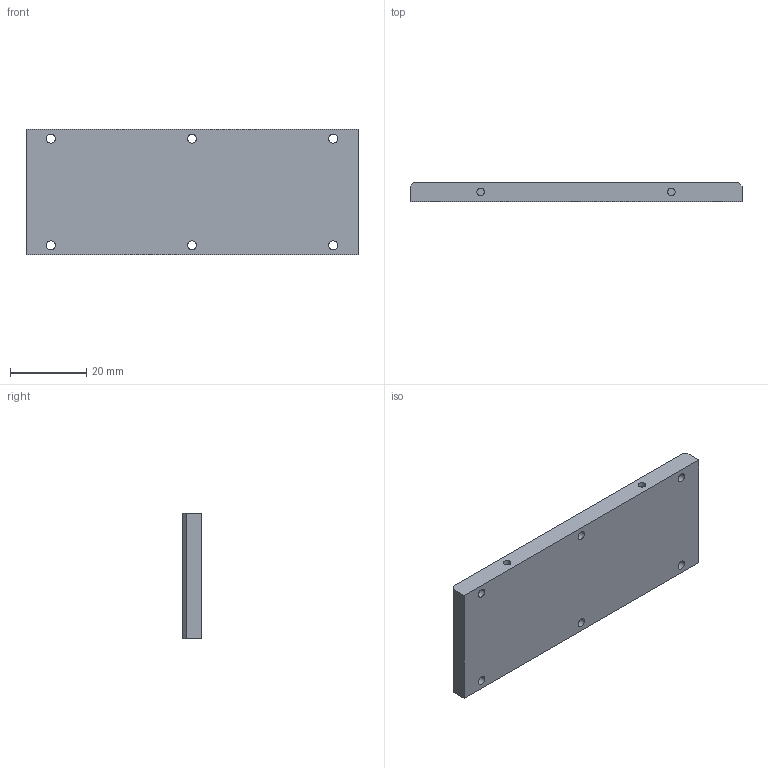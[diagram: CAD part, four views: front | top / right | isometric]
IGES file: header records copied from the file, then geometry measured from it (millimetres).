
Start section:  PTC IGES file: comb_signal_cover_2.igs
Global section: file name: 48Hcomb_signal_cover_2.igs; native system: Pro/ENGINEER by Parametric Technology Corporation; preprocessor: 2004090; author: ghiorso; organization: Unknown; date: 060215.224014; units: millimetre
Bounding box: 87 x 5 x 33 mm (x, y, z)
Surface area: 7195.9 mm2 (no closed solid volume)
Topology: 0 solids, 0 shells, 44 faces, 204 edges, 204 vertices
Faces by surface type: revolution 28, bspline 16
